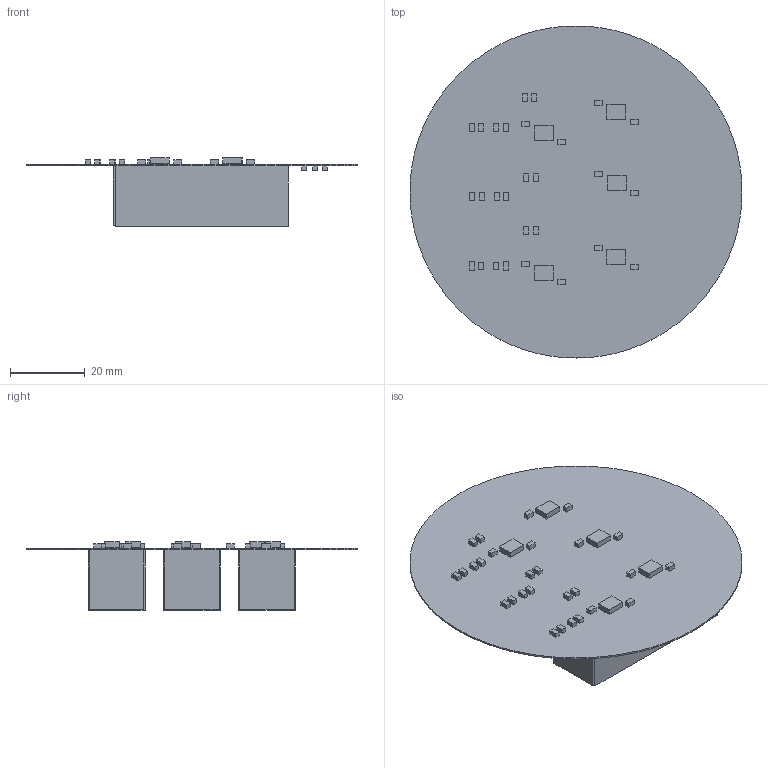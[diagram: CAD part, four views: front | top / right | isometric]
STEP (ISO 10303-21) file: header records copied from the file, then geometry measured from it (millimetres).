
FILE_DESCRIPTION(('Open CASCADE Model'),'2;1');
FILE_NAME('Open CASCADE Shape Model','2012-06-09T05:08:41',('Author'),( 'Open CASCADE'),'Open CASCADE STEP processor 6.2','Open CASCADE 6.2' ,'Unknown');
FILE_SCHEMA(('AUTOMOTIVE_DESIGN { 1 0 10303 214 1 1 1 1 }'));
Length unit declared in the file: millimetre
Products named in the file (53): PCB; Board; OP5; 407985952; Extruded; OP4; OP3; OP2; OP1; CL3; 407985696; CL2; CL1; C53; 407985824; C52; C43; C42; C33; C32; C31; C23; C22; C21; C12.; 407985568; C11.; C10; C9; C8; C7; C6; C5; C13; C4; C3; C12; C2; C1; C11 ...
Assembly tree (88 placements, depth 4):
  PCB
    Board
    OP5
      407985952
        Extruded
    OP4
      407985952
        Extruded
    OP3
      407985952
        Extruded
    OP2
      407985952
        Extruded
    OP1
      407985952
        Extruded
    CL3
      407985696
        Extruded
    CL2
      407985696
        Extruded
    CL1
      407985696
        Extruded
    C53
      407985824
        Extruded
    C52
      407985824
        Extruded
    C43
      407985824
        Extruded
    C42
      407985824
        Extruded
    C33
      407985824
        Extruded
    C32
      407985824
        Extruded
    C31
      407985696
        Extruded
    C23
      407985824
        Extruded
    C22
      407985824
        Extruded
    C21
      407985696
        Extruded
    C12.
      407985568
        Extruded
    C11.
Bounding box: 88.92 x 88.92 x 18.3 mm (x, y, z)
Volume: 37477.2 mm3; surface area: 25026.8 mm2
Topology: 43 solids, 43 shells, 390 faces, 912 edges, 608 vertices
Faces by surface type: plane 390
Entity records: 12960 total; most frequent: CARTESIAN_POINT 2023, DIRECTION 1966, LINE 1440, VECTOR 1440, ORIENTED_EDGE 960, PCURVE 960, DEFINITIONAL_REPRESENTATION 960, EDGE_CURVE 480
